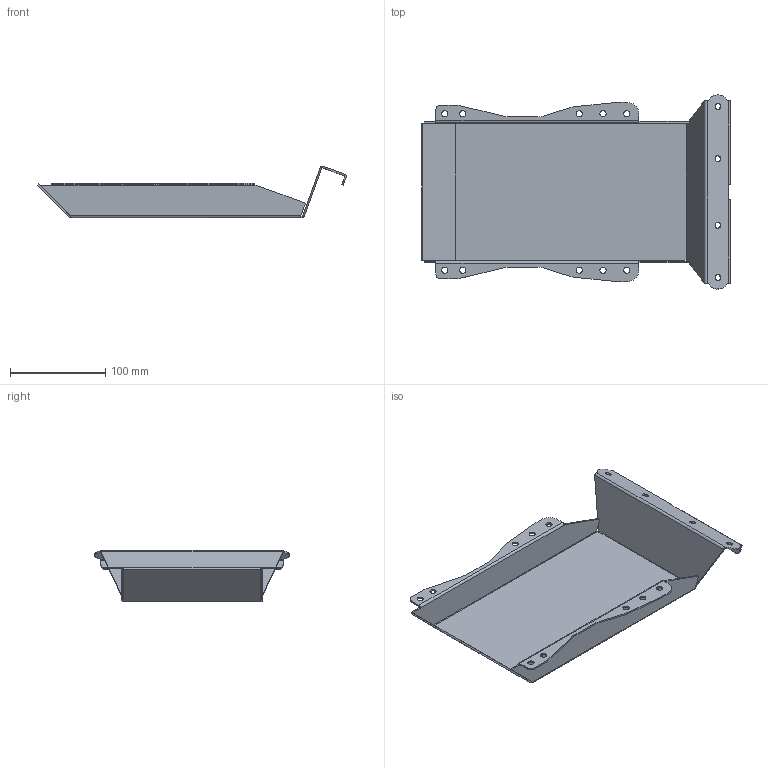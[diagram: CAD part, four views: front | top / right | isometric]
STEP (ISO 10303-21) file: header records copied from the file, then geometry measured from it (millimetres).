
FILE_DESCRIPTION (( 'STEP AP214' ), '1' );
FILE_NAME ('23 - pan.STEP', '2016-11-26T22:36:03', ( '' ), ( '' ), 'SwSTEP 2.0', 'SolidWorks 2014', '' );
FILE_SCHEMA (( 'AUTOMOTIVE_DESIGN' ));
Length unit declared in the file: millimetre
Products named in the file (1): 23 - pan
Bounding box: 324.4 x 203.92 x 54.21 mm (x, y, z)
Volume: 133571.5 mm3; surface area: 164618.6 mm2
Topology: 1 solids, 1 shells, 146 faces, 364 edges, 220 vertices
Faces by surface type: plane 74, cylinder 66, bspline 6
Entity records: 4718 total; most frequent: CARTESIAN_POINT 1121, DIRECTION 752, ORIENTED_EDGE 728, EDGE_CURVE 364, AXIS2_PLACEMENT_3D 261, VECTOR 230, LINE 230, VERTEX_POINT 220
